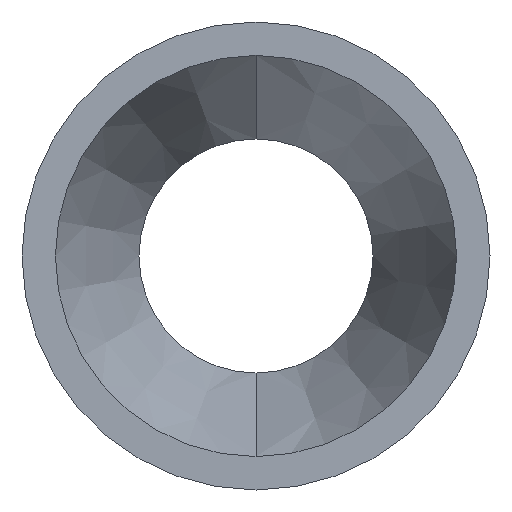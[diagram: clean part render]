
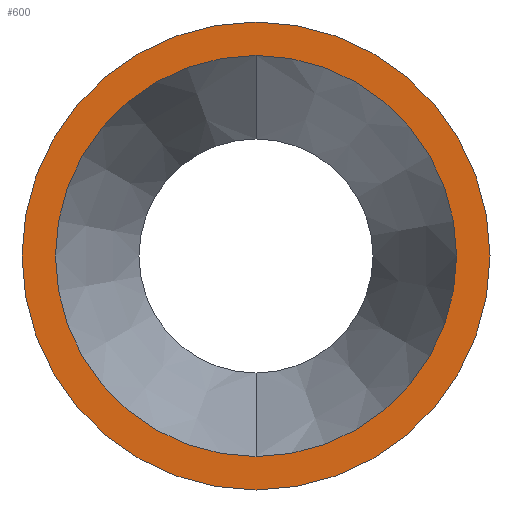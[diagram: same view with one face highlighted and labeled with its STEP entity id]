
A CAD part, front view. The second image highlights one B-rep face of the part: STEP entity #600.
In plain terms, the highlighted planar face has unit normal (0, -1, 0).
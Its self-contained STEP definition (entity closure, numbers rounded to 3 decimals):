
#11 = CARTESIAN_POINT ( 'NONE',  ( 0., -9., 0. ) ) ;
#49 = FACE_BOUND ( 'NONE', #530, .T. ) ;
#54 = CIRCLE ( 'NONE', #541, 2.8 ) ;
#62 = VERTEX_POINT ( 'NONE', #126 ) ;
#72 = CARTESIAN_POINT ( 'NONE',  ( -2.8, -9., 0. ) ) ;
#82 = EDGE_CURVE ( 'NONE', #62, #433, #318, .T. ) ;
#88 = DIRECTION ( 'NONE',  ( 0., 0., 1. ) ) ;
#123 = AXIS2_PLACEMENT_3D ( 'NONE', #11, #234, #181 ) ;
#126 = CARTESIAN_POINT ( 'NONE',  ( 0., -9., 2.8 ) ) ;
#131 = VERTEX_POINT ( 'NONE', #174 ) ;
#142 = CARTESIAN_POINT ( 'NONE',  ( 0., -9., 2.4 ) ) ;
#155 = DIRECTION ( 'NONE',  ( 0., 0., -1. ) ) ;
#167 = DIRECTION ( 'NONE',  ( 0., 1., 0. ) ) ;
#174 = CARTESIAN_POINT ( 'NONE',  ( 0., -9., -2.4 ) ) ;
#181 = DIRECTION ( 'NONE',  ( 0., 0., 1. ) ) ;
#185 = CARTESIAN_POINT ( 'NONE',  ( 0., -9., -2.8 ) ) ;
#189 = CIRCLE ( 'NONE', #430, 2.4 ) ;
#219 = DIRECTION ( 'NONE',  ( 0., 0., 1. ) ) ;
#234 = DIRECTION ( 'NONE',  ( 0., 1., 0. ) ) ;
#236 = DIRECTION ( 'NONE',  ( 0., 0., 1. ) ) ;
#246 = ORIENTED_EDGE ( 'NONE', *, *, #389, .F. ) ;
#250 = AXIS2_PLACEMENT_3D ( 'NONE', #72, #259, #155 ) ;
#253 = EDGE_CURVE ( 'NONE', #270, #131, #189, .T. ) ;
#254 = FACE_OUTER_BOUND ( 'NONE', #364, .T. ) ;
#259 = DIRECTION ( 'NONE',  ( 0., -1., 0. ) ) ;
#270 = VERTEX_POINT ( 'NONE', #142 ) ;
#278 = ORIENTED_EDGE ( 'NONE', *, *, #82, .F. ) ;
#304 = ORIENTED_EDGE ( 'NONE', *, *, #314, .T. ) ;
#314 = EDGE_CURVE ( 'NONE', #131, #270, #593, .T. ) ;
#318 = CIRCLE ( 'NONE', #380, 2.8 ) ;
#364 = EDGE_LOOP ( 'NONE', ( #278, #246 ) ) ;
#380 = AXIS2_PLACEMENT_3D ( 'NONE', #512, #167, #219 ) ;
#385 = CARTESIAN_POINT ( 'NONE',  ( 0., -9., 0. ) ) ;
#389 = EDGE_CURVE ( 'NONE', #433, #62, #54, .T. ) ;
#429 = DIRECTION ( 'NONE',  ( 0., 1., 0. ) ) ;
#430 = AXIS2_PLACEMENT_3D ( 'NONE', #516, #468, #88 ) ;
#433 = VERTEX_POINT ( 'NONE', #185 ) ;
#468 = DIRECTION ( 'NONE',  ( 0., 1., 0. ) ) ;
#512 = CARTESIAN_POINT ( 'NONE',  ( 0., -9., 0. ) ) ;
#516 = CARTESIAN_POINT ( 'NONE',  ( 0., -9., 0. ) ) ;
#530 = EDGE_LOOP ( 'NONE', ( #620, #304 ) ) ;
#541 = AXIS2_PLACEMENT_3D ( 'NONE', #385, #429, #236 ) ;
#593 = CIRCLE ( 'NONE', #123, 2.4 ) ;
#600 = ADVANCED_FACE ( 'NONE', ( #49, #254 ), #606, .T. ) ;
#606 = PLANE ( 'NONE',  #250 ) ;
#620 = ORIENTED_EDGE ( 'NONE', *, *, #253, .T. ) ;
